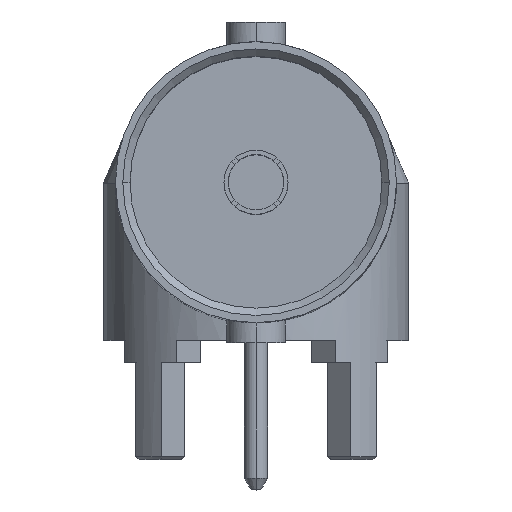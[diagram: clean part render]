
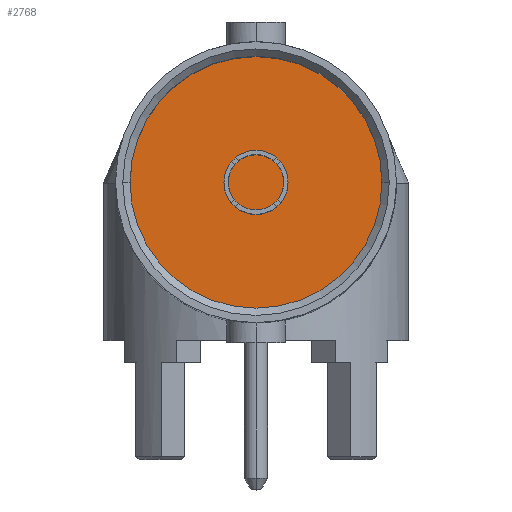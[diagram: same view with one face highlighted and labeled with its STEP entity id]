
A CAD part, top view. The second image highlights one B-rep face of the part: STEP entity #2768.
In plain terms, the highlighted planar face has unit normal (0, 0, 1).
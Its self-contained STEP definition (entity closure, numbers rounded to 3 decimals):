
#152 = CARTESIAN_POINT ( 'NONE',  ( 0., 5.39, 14.63 ) ) ;
#203 = PLANE ( 'NONE',  #1546 ) ;
#302 = DIRECTION ( 'NONE',  ( 1., 0., 0. ) ) ;
#409 = ORIENTED_EDGE ( 'NONE', *, *, #1421, .T. ) ;
#433 = DIRECTION ( 'NONE',  ( 0., 0., 1. ) ) ;
#558 = CARTESIAN_POINT ( 'NONE',  ( 0., 5.39, 14.63 ) ) ;
#709 = CARTESIAN_POINT ( 'NONE',  ( -4.32, 5.39, 14.63 ) ) ;
#964 = DIRECTION ( 'NONE',  ( 0., 0., 1. ) ) ;
#1146 = VERTEX_POINT ( 'NONE', #2356 ) ;
#1171 = EDGE_CURVE ( 'NONE', #2625, #1146, #1351, .T. ) ;
#1230 = CARTESIAN_POINT ( 'NONE',  ( 0., 5.39, 14.63 ) ) ;
#1337 = DIRECTION ( 'NONE',  ( 0., 0., 1. ) ) ;
#1351 = CIRCLE ( 'NONE', #1651, 4.32 ) ;
#1421 = EDGE_CURVE ( 'NONE', #1146, #2625, #1819, .T. ) ;
#1546 = AXIS2_PLACEMENT_3D ( 'NONE', #1230, #964, #2996 ) ;
#1651 = AXIS2_PLACEMENT_3D ( 'NONE', #558, #1337, #302 ) ;
#1819 = CIRCLE ( 'NONE', #2992, 4.32 ) ;
#2356 = CARTESIAN_POINT ( 'NONE',  ( 4.32, 5.39, 14.63 ) ) ;
#2367 = FACE_OUTER_BOUND ( 'NONE', #3214, .T. ) ;
#2462 = DIRECTION ( 'NONE',  ( 1., 0., 0. ) ) ;
#2476 = ORIENTED_EDGE ( 'NONE', *, *, #1171, .T. ) ;
#2625 = VERTEX_POINT ( 'NONE', #709 ) ;
#2768 = ADVANCED_FACE ( 'NONE', ( #2367 ), #203, .T. ) ;
#2992 = AXIS2_PLACEMENT_3D ( 'NONE', #152, #433, #2462 ) ;
#2996 = DIRECTION ( 'NONE',  ( 1., 0., 0. ) ) ;
#3214 = EDGE_LOOP ( 'NONE', ( #409, #2476 ) ) ;
